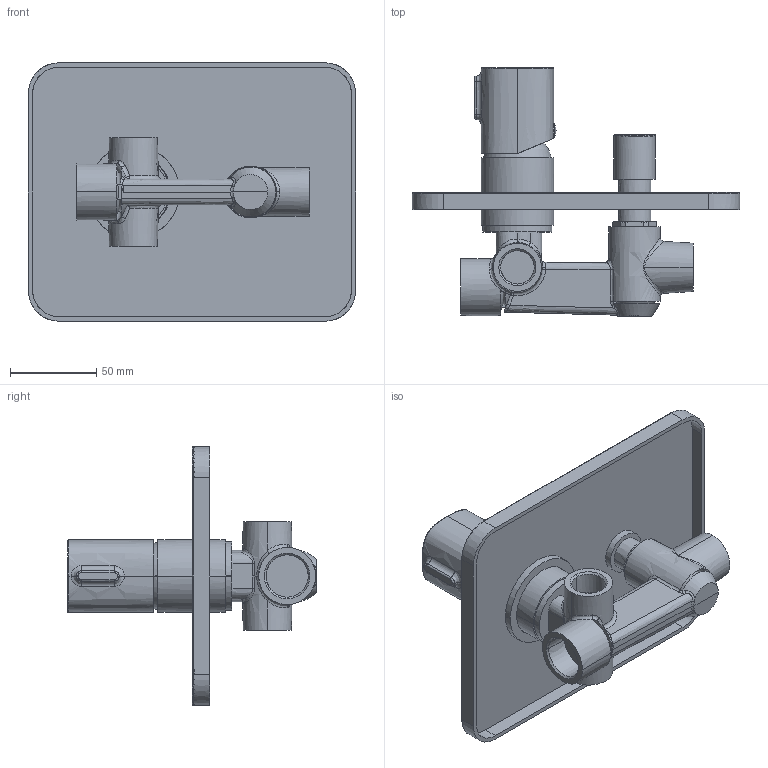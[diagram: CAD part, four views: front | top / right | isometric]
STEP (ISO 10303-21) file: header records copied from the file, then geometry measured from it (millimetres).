
FILE_DESCRIPTION((''),'2;1');
FILE_NAME('WUM248113_ASM','2020-07-02T',('fth20'),(''),'CREO PARAMETRIC BY PTC INC, 2015480','CREO PARAMETRIC BY PTC INC, 2015480','');
FILE_SCHEMA(('CONFIG_CONTROL_DESIGN'));
Products named in the file (16): 80T34040A; 82J24182; 81J24182; 83J24182; 8XJ15X5X5; 84J24182; ASSY-24182_ASM; 80D24182; 8MB24418; J10350; 81T15030G; 8YG16045; 8ZG16045; 80P35WUM2; 80N81050; WUM248113_ASM
Assembly tree (15 placements, depth 3):
  WUM248113_ASM
    80T34040A
    ASSY-24182_ASM
      82J24182
      81J24182
      83J24182
      8XJ15X5X5
      84J24182
    80D24182
    8MB24418
    J10350
    81T15030G
    8YG16045
    8ZG16045
    80P35WUM2
    80N81050
Bounding box: 190 x 144.4 x 150 mm (x, y, z)
Surface area: 182201 mm2 (no closed solid volume)
Topology: 0 solids, 0 shells, 681 faces, 3240 edges, 3226 vertices
Faces by surface type: bspline 664, torus 14, sphere 3
Entity records: 88449 total; most frequent: CARTESIAN_POINT 60637, DIRECTION 4130, TRIMMED_CURVE 3401, DEFINITIONAL_REPRESENTATION 3214, PCURVE 3214, COMPOSITE_CURVE_SEGMENT 3214, VECTOR 2778, LINE 2778
